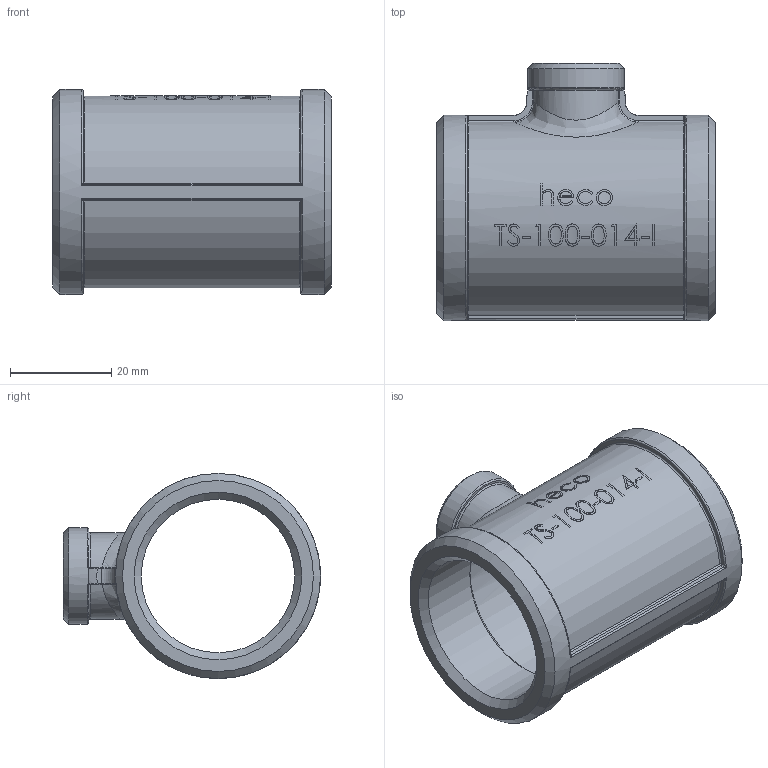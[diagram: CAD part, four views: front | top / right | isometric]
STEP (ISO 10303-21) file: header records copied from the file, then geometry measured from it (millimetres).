
FILE_DESCRIPTION (( 'STEP AP214' ), '1' );
FILE_NAME ('heco_TS-100-014-I.STEP', '2016-06-27T07:17:20', ( '' ), ( '' ), 'SwSTEP 2.0', 'SolidWorks 2011', '' );
FILE_SCHEMA (( 'AUTOMOTIVE_DESIGN' ));
Length unit declared in the file: millimetre
Products named in the file (1): heco_TS-100-014-I
Bounding box: 55 x 50.75 x 40.5 mm (x, y, z)
Volume: 20255 mm3; surface area: 14728.4 mm2
Topology: 1 solids, 1 shells, 291 faces, 717 edges, 449 vertices
Faces by surface type: bspline 113, plane 73, cylinder 65, torus 19, sphere 12, cone 9
Full cylindrical faces by diameter (mm): 11.445 x1, 13.2 x1, 19 x1, 30.291 x2, 34.2 x1, 40.5 x1
Entity records: 25653 total; most frequent: CARTESIAN_POINT 18518, ORIENTED_EDGE 1380, DIRECTION 817, EDGE_CURVE 690, VERTEX_POINT 443, B_SPLINE_CURVE_WITH_KNOTS 377, EDGE_LOOP 337, AXIS2_PLACEMENT_3D 325
